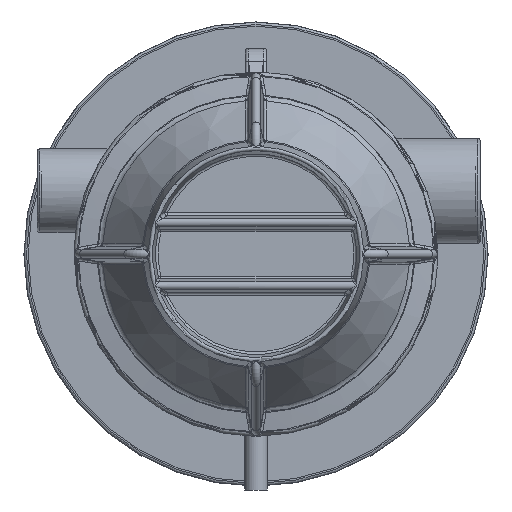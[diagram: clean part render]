
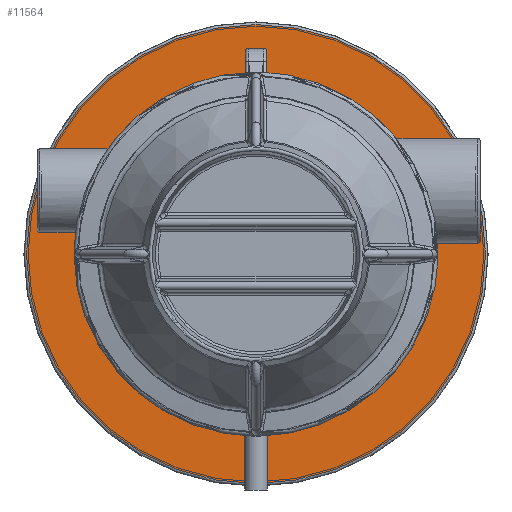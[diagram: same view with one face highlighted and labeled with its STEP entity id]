
A CAD part, front view. The second image highlights one B-rep face of the part: STEP entity #11564.
In plain terms, the highlighted planar face has unit normal (0, -1, 0).
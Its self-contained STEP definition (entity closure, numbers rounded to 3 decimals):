
#4122=FACE_BOUND('',#17434,.T.);
#4123=FACE_BOUND('',#17435,.T.);
#11564=ADVANCED_FACE('',(#4122,#4123),#13589,.T.);
#13589=PLANE('',#43284);
#17434=EDGE_LOOP('',(#24932));
#17435=EDGE_LOOP('',(#24933));
#24932=ORIENTED_EDGE('',*,*,#37597,.T.);
#24933=ORIENTED_EDGE('',*,*,#37598,.T.);
#32852=VERTEX_POINT('',#70328);
#32853=VERTEX_POINT('',#70330);
#37597=EDGE_CURVE('',#32852,#32852,#40951,.T.);
#37598=EDGE_CURVE('',#32853,#32853,#40952,.T.);
#40951=CIRCLE('',#43282,435.);
#40952=CIRCLE('',#43283,320.);
#43282=AXIS2_PLACEMENT_3D('',#70327,#49605,#49606);
#43283=AXIS2_PLACEMENT_3D('',#70329,#49607,#49608);
#43284=AXIS2_PLACEMENT_3D('',#70331,#49609,#49610);
#49605=DIRECTION('',(0.,-1.,0.));
#49606=DIRECTION('',(0.,0.,-1.));
#49607=DIRECTION('',(0.,1.,0.));
#49608=DIRECTION('',(0.,0.,-1.));
#49609=DIRECTION('',(0.,-1.,0.));
#49610=DIRECTION('',(0.,0.,-1.));
#70327=CARTESIAN_POINT('',(0.,-70.,0.));
#70328=CARTESIAN_POINT('',(0.,-70.,-435.));
#70329=CARTESIAN_POINT('',(0.,-70.,0.));
#70330=CARTESIAN_POINT('',(0.,-70.,-320.));
#70331=CARTESIAN_POINT('',(430.,-70.,0.));
